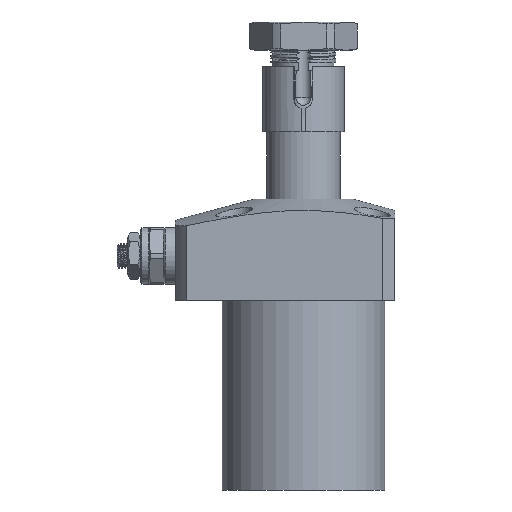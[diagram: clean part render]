
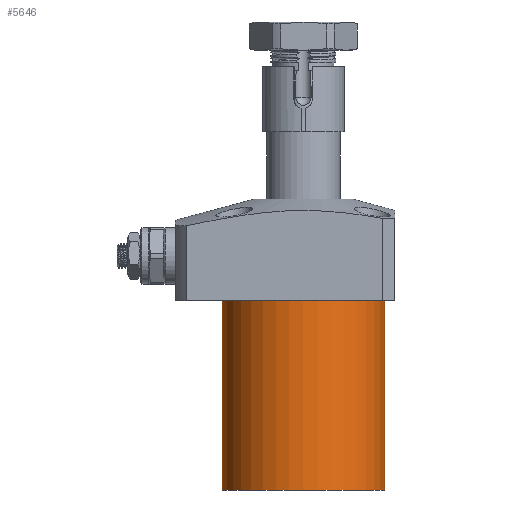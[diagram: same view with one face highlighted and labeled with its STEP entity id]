
A CAD part, front view. The second image highlights one B-rep face of the part: STEP entity #5646.
In plain terms, the highlighted cylindrical face has radius 20 mm (diameter 40 mm), a partial arc.
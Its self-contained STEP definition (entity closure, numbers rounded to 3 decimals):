
#422 = CIRCLE ( 'NONE', #31368, 20. ) ;
#1557 = DIRECTION ( 'NONE',  ( -1., 0., 0. ) ) ;
#3110 = EDGE_LOOP ( 'NONE', ( #28754, #6668, #6468, #9545 ) ) ;
#3222 = VERTEX_POINT ( 'NONE', #15496 ) ;
#3297 = DIRECTION ( 'NONE',  ( 1., 0., 0. ) ) ;
#5596 = VECTOR ( 'NONE', #36704, 1000. ) ;
#5646 = ADVANCED_FACE ( 'NONE', ( #8344 ), #32333, .T. ) ;
#6468 = ORIENTED_EDGE ( 'NONE', *, *, #18729, .T. ) ;
#6668 = ORIENTED_EDGE ( 'NONE', *, *, #14087, .F. ) ;
#8344 = FACE_OUTER_BOUND ( 'NONE', #3110, .T. ) ;
#8347 = LINE ( 'NONE', #30434, #5596 ) ;
#8648 = DIRECTION ( 'NONE',  ( 0., 0., 1. ) ) ;
#9443 = DIRECTION ( 'NONE',  ( 0., 0., -1. ) ) ;
#9545 = ORIENTED_EDGE ( 'NONE', *, *, #22266, .T. ) ;
#10890 = VERTEX_POINT ( 'NONE', #13879 ) ;
#11455 = VERTEX_POINT ( 'NONE', #32275 ) ;
#11655 = CIRCLE ( 'NONE', #24860, 20. ) ;
#12820 = CARTESIAN_POINT ( 'NONE',  ( 20., 0., 0. ) ) ;
#12908 = DIRECTION ( 'NONE',  ( 0., 0., -1. ) ) ;
#13879 = CARTESIAN_POINT ( 'NONE',  ( 20., 0., -46.5 ) ) ;
#14087 = EDGE_CURVE ( 'NONE', #10890, #11455, #11655, .T. ) ;
#14204 = DIRECTION ( 'NONE',  ( 0., 0., 1. ) ) ;
#14579 = VECTOR ( 'NONE', #8648, 1000. ) ;
#15496 = CARTESIAN_POINT ( 'NONE',  ( -20., 0., 0. ) ) ;
#17726 = CARTESIAN_POINT ( 'NONE',  ( -20., 0., -46.5 ) ) ;
#18729 = EDGE_CURVE ( 'NONE', #10890, #37588, #8347, .T. ) ;
#22266 = EDGE_CURVE ( 'NONE', #37588, #3222, #422, .T. ) ;
#24860 = AXIS2_PLACEMENT_3D ( 'NONE', #30576, #12908, #1557 ) ;
#25324 = AXIS2_PLACEMENT_3D ( 'NONE', #34821, #14204, #35074 ) ;
#25937 = EDGE_CURVE ( 'NONE', #11455, #3222, #30285, .T. ) ;
#28754 = ORIENTED_EDGE ( 'NONE', *, *, #25937, .F. ) ;
#30285 = LINE ( 'NONE', #17726, #14579 ) ;
#30363 = CARTESIAN_POINT ( 'NONE',  ( 0., 0., 0. ) ) ;
#30434 = CARTESIAN_POINT ( 'NONE',  ( 20., 0., -46.5 ) ) ;
#30576 = CARTESIAN_POINT ( 'NONE',  ( 0., 0., -46.5 ) ) ;
#31368 = AXIS2_PLACEMENT_3D ( 'NONE', #30363, #9443, #3297 ) ;
#32275 = CARTESIAN_POINT ( 'NONE',  ( -20., 0., -46.5 ) ) ;
#32333 = CYLINDRICAL_SURFACE ( 'NONE', #25324, 20. ) ;
#34821 = CARTESIAN_POINT ( 'NONE',  ( 0., 0., -46.5 ) ) ;
#35074 = DIRECTION ( 'NONE',  ( 1., 0., 0. ) ) ;
#36704 = DIRECTION ( 'NONE',  ( 0., 0., 1. ) ) ;
#37588 = VERTEX_POINT ( 'NONE', #12820 ) ;
